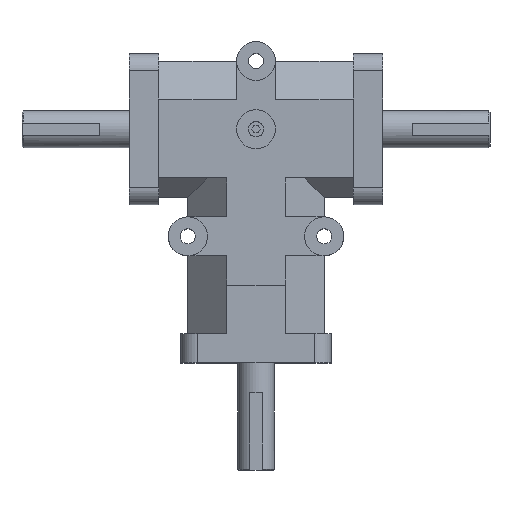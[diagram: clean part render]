
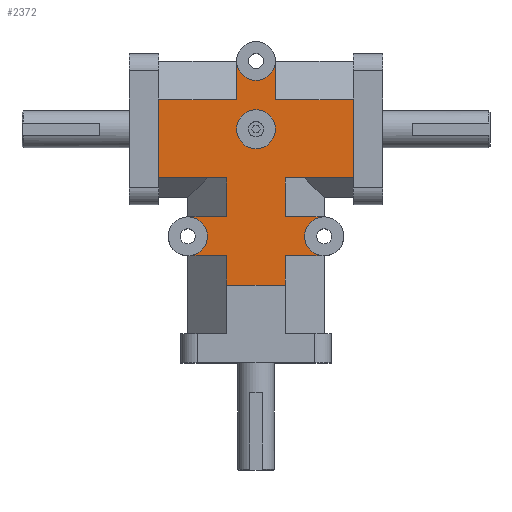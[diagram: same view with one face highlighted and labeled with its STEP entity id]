
A CAD part, top view. The second image highlights one B-rep face of the part: STEP entity #2372.
In plain terms, the highlighted planar face has unit normal (0, 0, 1).
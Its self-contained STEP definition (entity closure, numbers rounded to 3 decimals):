
#143=CIRCLE('',#2579,12.7);
#164=CIRCLE('',#2618,12.7);
#165=CIRCLE('',#2619,12.7);
#166=CIRCLE('',#2620,12.7);
#197=VERTEX_POINT('',#3299);
#198=VERTEX_POINT('',#3301);
#200=VERTEX_POINT('',#3306);
#202=VERTEX_POINT('',#3310);
#308=VERTEX_POINT('',#3610);
#326=VERTEX_POINT('',#3664);
#348=VERTEX_POINT('',#3733);
#369=VERTEX_POINT('',#3793);
#370=VERTEX_POINT('',#3794);
#371=VERTEX_POINT('',#3796);
#372=VERTEX_POINT('',#3799);
#373=VERTEX_POINT('',#3801);
#374=VERTEX_POINT('',#3803);
#375=VERTEX_POINT('',#3805);
#376=VERTEX_POINT('',#3807);
#377=VERTEX_POINT('',#3809);
#378=VERTEX_POINT('',#3811);
#379=VERTEX_POINT('',#3813);
#380=VERTEX_POINT('',#3814);
#381=VERTEX_POINT('',#3816);
#382=VERTEX_POINT('',#3817);
#430=VECTOR('',#2694,1.);
#435=VECTOR('',#2700,1.);
#502=VECTOR('',#2957,1.);
#527=VECTOR('',#3004,1.);
#550=VECTOR('',#3135,1.);
#551=VECTOR('',#3136,1.);
#552=VECTOR('',#3137,1.);
#553=VECTOR('',#3138,1.);
#554=VECTOR('',#3141,1.);
#555=VECTOR('',#3142,1.);
#556=VECTOR('',#3143,1.);
#557=VECTOR('',#3146,1.);
#558=VECTOR('',#3147,1.);
#630=LINE('',#3300,#430);
#635=LINE('',#3311,#435);
#702=LINE('',#3611,#502);
#727=LINE('',#3669,#527);
#750=LINE('',#3795,#550);
#751=LINE('',#3797,#551);
#752=LINE('',#3798,#552);
#753=LINE('',#3800,#553);
#754=LINE('',#3804,#554);
#755=LINE('',#3806,#555);
#756=LINE('',#3808,#556);
#757=LINE('',#3812,#557);
#758=LINE('',#3815,#558);
#835=EDGE_CURVE('',#197,#198,#630,.T.);
#840=EDGE_CURVE('',#202,#200,#635,.T.);
#967=EDGE_CURVE('',#202,#308,#702,.T.);
#1000=EDGE_CURVE('',#326,#198,#727,.T.);
#1031=EDGE_CURVE('',#348,#348,#143,.T.);
#1052=EDGE_CURVE('',#369,#370,#164,.T.);
#1053=EDGE_CURVE('',#371,#370,#750,.T.);
#1054=EDGE_CURVE('',#200,#371,#751,.T.);
#1055=EDGE_CURVE('',#372,#308,#752,.T.);
#1056=EDGE_CURVE('',#373,#372,#753,.T.);
#1057=EDGE_CURVE('',#373,#374,#165,.T.);
#1058=EDGE_CURVE('',#375,#374,#754,.T.);
#1059=EDGE_CURVE('',#326,#375,#752,.T.);
#1060=EDGE_CURVE('',#376,#197,#755,.T.);
#1061=EDGE_CURVE('',#377,#376,#756,.T.);
#1062=EDGE_CURVE('',#377,#378,#166,.T.);
#1063=EDGE_CURVE('',#379,#378,#757,.T.);
#1064=EDGE_CURVE('',#380,#379,#755,.T.);
#1065=EDGE_CURVE('',#380,#381,#758,.T.);
#1066=EDGE_CURVE('',#382,#381,#751,.T.);
#1067=EDGE_CURVE('',#369,#382,#757,.T.);
#1527=ORIENTED_EDGE('',*,*,#1031,.T.);
#1528=ORIENTED_EDGE('',*,*,#1052,.T.);
#1529=ORIENTED_EDGE('',*,*,#1053,.F.);
#1530=ORIENTED_EDGE('',*,*,#1054,.F.);
#1531=ORIENTED_EDGE('',*,*,#840,.F.);
#1532=ORIENTED_EDGE('',*,*,#967,.T.);
#1533=ORIENTED_EDGE('',*,*,#1055,.F.);
#1534=ORIENTED_EDGE('',*,*,#1056,.F.);
#1535=ORIENTED_EDGE('',*,*,#1057,.T.);
#1536=ORIENTED_EDGE('',*,*,#1058,.F.);
#1537=ORIENTED_EDGE('',*,*,#1059,.F.);
#1538=ORIENTED_EDGE('',*,*,#1000,.T.);
#1539=ORIENTED_EDGE('',*,*,#835,.F.);
#1540=ORIENTED_EDGE('',*,*,#1060,.F.);
#1541=ORIENTED_EDGE('',*,*,#1061,.F.);
#1542=ORIENTED_EDGE('',*,*,#1062,.T.);
#1543=ORIENTED_EDGE('',*,*,#1063,.F.);
#1544=ORIENTED_EDGE('',*,*,#1064,.F.);
#1545=ORIENTED_EDGE('',*,*,#1065,.T.);
#1546=ORIENTED_EDGE('',*,*,#1066,.F.);
#1547=ORIENTED_EDGE('',*,*,#1067,.F.);
#1960=EDGE_LOOP('',(#1527));
#1961=EDGE_LOOP('',(#1528,#1529,#1530,#1531,#1532,#1533,#1534,#1535,#1536,
#1537,#1538,#1539,#1540,#1541,#1542,#1543,#1544,#1545,#1546,#1547));
#2195=FACE_BOUND('',#1960,.T.);
#2196=FACE_BOUND('',#1961,.T.);
#2372=ADVANCED_FACE('',(#2195,#2196),#3980,.T.);
#2579=AXIS2_PLACEMENT_3D('',#3732,#3058,#3059);
#2617=AXIS2_PLACEMENT_3D('',#3791,#3132,$);
#2618=AXIS2_PLACEMENT_3D('',#3792,#3133,#3134);
#2619=AXIS2_PLACEMENT_3D('',#3802,#3139,#3140);
#2620=AXIS2_PLACEMENT_3D('',#3810,#3144,#3145);
#2694=DIRECTION('',(-1.,0.,0.));
#2700=DIRECTION('',(-1.,0.,0.));
#2957=DIRECTION('',(0.,1.,0.));
#3004=DIRECTION('',(0.,-1.,0.));
#3058=DIRECTION('',(0.,0.,-1.));
#3059=DIRECTION('',(12.7,0.,0.));
#3132=DIRECTION('',(0.,0.,1.));
#3133=DIRECTION('',(0.,0.,-1.));
#3134=DIRECTION('',(12.7,0.,0.));
#3135=DIRECTION('',(1.,0.,0.));
#3136=DIRECTION('',(0.,-1.,0.));
#3137=DIRECTION('',(1.,0.,0.));
#3138=DIRECTION('',(0.,-1.,0.));
#3139=DIRECTION('',(0.,0.,-1.));
#3140=DIRECTION('',(12.7,0.,0.));
#3141=DIRECTION('',(0.,1.,0.));
#3142=DIRECTION('',(0.,1.,0.));
#3143=DIRECTION('',(1.,0.,0.));
#3144=DIRECTION('',(0.,0.,-1.));
#3145=DIRECTION('',(12.7,0.,0.));
#3146=DIRECTION('',(-1.,0.,0.));
#3147=DIRECTION('',(1.,0.,0.));
#3299=CARTESIAN_POINT('',(-19.05,120.65,44.45));
#3300=CARTESIAN_POINT('',(-15.875,120.65,44.45));
#3301=CARTESIAN_POINT('',(-63.5,120.65,44.45));
#3306=CARTESIAN_POINT('',(19.05,120.65,44.45));
#3310=CARTESIAN_POINT('',(63.5,120.65,44.45));
#3311=CARTESIAN_POINT('',(11.113,120.65,44.45));
#3610=CARTESIAN_POINT('',(63.5,171.45,44.45));
#3611=CARTESIAN_POINT('',(63.5,153.136,44.45));
#3664=CARTESIAN_POINT('',(-63.5,171.45,44.45));
#3669=CARTESIAN_POINT('',(-63.5,108.686,44.45));
#3732=CARTESIAN_POINT('',(0.,152.4,44.45));
#3733=CARTESIAN_POINT('',(-12.7,152.4,44.45));
#3791=CARTESIAN_POINT('',(0.,109.421,44.45));
#3792=CARTESIAN_POINT('',(44.45,82.55,44.45));
#3793=CARTESIAN_POINT('',(44.45,69.85,44.45));
#3794=CARTESIAN_POINT('',(44.45,95.25,44.45));
#3795=CARTESIAN_POINT('',(12.7,95.25,44.45));
#3796=CARTESIAN_POINT('',(19.05,95.25,44.45));
#3797=CARTESIAN_POINT('',(19.05,64.236,44.45));
#3798=CARTESIAN_POINT('',(31.75,171.45,44.45));
#3799=CARTESIAN_POINT('',(12.7,171.45,44.45));
#3800=CARTESIAN_POINT('',(12.7,196.85,44.45));
#3801=CARTESIAN_POINT('',(12.7,196.85,44.45));
#3802=CARTESIAN_POINT('',(0.,196.85,44.45));
#3803=CARTESIAN_POINT('',(-12.7,196.85,44.45));
#3804=CARTESIAN_POINT('',(-12.7,196.85,44.45));
#3805=CARTESIAN_POINT('',(-12.7,171.45,44.45));
#3806=CARTESIAN_POINT('',(-19.05,108.686,44.45));
#3807=CARTESIAN_POINT('',(-19.05,95.25,44.45));
#3808=CARTESIAN_POINT('',(-44.45,95.25,44.45));
#3809=CARTESIAN_POINT('',(-44.45,95.25,44.45));
#3810=CARTESIAN_POINT('',(-44.45,82.55,44.45));
#3811=CARTESIAN_POINT('',(-44.45,69.85,44.45));
#3812=CARTESIAN_POINT('',(-44.45,69.85,44.45));
#3813=CARTESIAN_POINT('',(-19.05,69.85,44.45));
#3814=CARTESIAN_POINT('',(-19.05,50.8,44.45));
#3815=CARTESIAN_POINT('',(9.525,50.8,44.45));
#3816=CARTESIAN_POINT('',(19.05,50.8,44.45));
#3817=CARTESIAN_POINT('',(19.05,69.85,44.45));
#3980=PLANE('',#2617);
